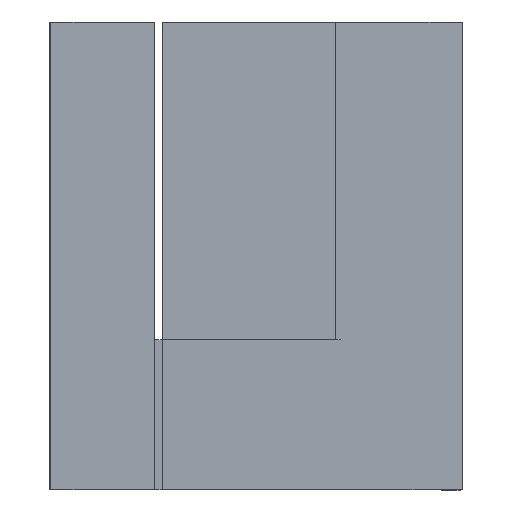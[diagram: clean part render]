
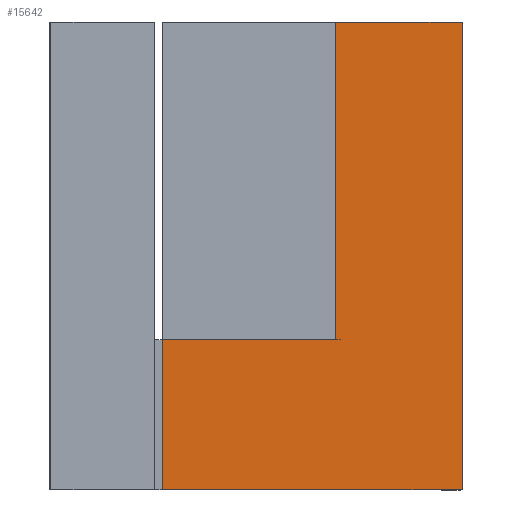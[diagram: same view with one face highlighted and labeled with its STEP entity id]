
A CAD part, left-side view. The second image highlights one B-rep face of the part: STEP entity #15642.
In plain terms, the highlighted planar face has unit normal (-1, 0, 0).
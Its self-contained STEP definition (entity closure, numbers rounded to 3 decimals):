
#15 = ORIENTED_EDGE ( 'NONE', *, *, #2900, .F. ) ;
#674 = VECTOR ( 'NONE', #18482, 1000. ) ;
#770 = AXIS2_PLACEMENT_3D ( 'NONE', #4170, #10503, #16859 ) ;
#775 = CARTESIAN_POINT ( 'NONE',  ( 2., 300., -319. ) ) ;
#1070 = EDGE_CURVE ( 'NONE', #5105, #17192, #11282, .T. ) ;
#2624 = VECTOR ( 'NONE', #4176, 1000. ) ;
#2816 = LINE ( 'NONE', #9147, #13882 ) ;
#2900 = EDGE_CURVE ( 'NONE', #3958, #3417, #13096, .T. ) ;
#3111 = CARTESIAN_POINT ( 'NONE',  ( 2., 300., -470. ) ) ;
#3370 = DIRECTION ( 'NONE',  ( 0., -1., 0. ) ) ;
#3417 = VERTEX_POINT ( 'NONE', #14327 ) ;
#3613 = CARTESIAN_POINT ( 'NONE',  ( 2., 126., -0.001 ) ) ;
#3958 = VERTEX_POINT ( 'NONE', #15798 ) ;
#4170 = CARTESIAN_POINT ( 'NONE',  ( 2., 0., 0. ) ) ;
#4176 = DIRECTION ( 'NONE',  ( 0., 0., -1. ) ) ;
#5105 = VERTEX_POINT ( 'NONE', #775 ) ;
#5642 = ORIENTED_EDGE ( 'NONE', *, *, #10218, .F. ) ;
#5778 = LINE ( 'NONE', #12139, #674 ) ;
#6649 = EDGE_CURVE ( 'NONE', #17334, #10680, #17367, .T. ) ;
#6947 = EDGE_LOOP ( 'NONE', ( #13492, #5642, #15, #20072, #12711, #11900 ) ) ;
#7971 = CARTESIAN_POINT ( 'NONE',  ( 2., 126., -319. ) ) ;
#8705 = EDGE_CURVE ( 'NONE', #10680, #5105, #5778, .T. ) ;
#9147 = CARTESIAN_POINT ( 'NONE',  ( 2., 126., -319. ) ) ;
#9443 = DIRECTION ( 'NONE',  ( 0., 1., 0. ) ) ;
#9943 = DIRECTION ( 'NONE',  ( 0., -1., 0. ) ) ;
#10218 = EDGE_CURVE ( 'NONE', #3417, #17334, #12081, .T. ) ;
#10503 = DIRECTION ( 'NONE',  ( -1., 0., 0. ) ) ;
#10680 = VERTEX_POINT ( 'NONE', #13795 ) ;
#11282 = LINE ( 'NONE', #17641, #18795 ) ;
#11900 = ORIENTED_EDGE ( 'NONE', *, *, #8705, .F. ) ;
#12058 = VECTOR ( 'NONE', #9943, 1000. ) ;
#12073 = FACE_OUTER_BOUND ( 'NONE', #6947, .T. ) ;
#12081 = LINE ( 'NONE', #18426, #2624 ) ;
#12139 = CARTESIAN_POINT ( 'NONE',  ( 2., 300., -470. ) ) ;
#12711 = ORIENTED_EDGE ( 'NONE', *, *, #1070, .F. ) ;
#13096 = LINE ( 'NONE', #3613, #12058 ) ;
#13492 = ORIENTED_EDGE ( 'NONE', *, *, #6649, .F. ) ;
#13795 = CARTESIAN_POINT ( 'NONE',  ( 2., 300., -470. ) ) ;
#13882 = VECTOR ( 'NONE', #15514, 1000. ) ;
#13972 = CARTESIAN_POINT ( 'NONE',  ( 2., -1., -470. ) ) ;
#14327 = CARTESIAN_POINT ( 'NONE',  ( 2., -1., -0.001 ) ) ;
#15514 = DIRECTION ( 'NONE',  ( 0., 0., 1. ) ) ;
#15642 = ADVANCED_FACE ( 'NONE', ( #12073 ), #18421, .T. ) ;
#15798 = CARTESIAN_POINT ( 'NONE',  ( 2., 126., -0.001 ) ) ;
#16859 = DIRECTION ( 'NONE',  ( 0., 0., 1. ) ) ;
#17192 = VERTEX_POINT ( 'NONE', #7971 ) ;
#17334 = VERTEX_POINT ( 'NONE', #13972 ) ;
#17367 = LINE ( 'NONE', #3111, #17564 ) ;
#17564 = VECTOR ( 'NONE', #9443, 1000. ) ;
#17641 = CARTESIAN_POINT ( 'NONE',  ( 2., 300., -319. ) ) ;
#18421 = PLANE ( 'NONE',  #770 ) ;
#18426 = CARTESIAN_POINT ( 'NONE',  ( 2., -1., -470. ) ) ;
#18482 = DIRECTION ( 'NONE',  ( 0., 0., 1. ) ) ;
#18795 = VECTOR ( 'NONE', #3370, 1000. ) ;
#19967 = EDGE_CURVE ( 'NONE', #17192, #3958, #2816, .T. ) ;
#20072 = ORIENTED_EDGE ( 'NONE', *, *, #19967, .F. ) ;
